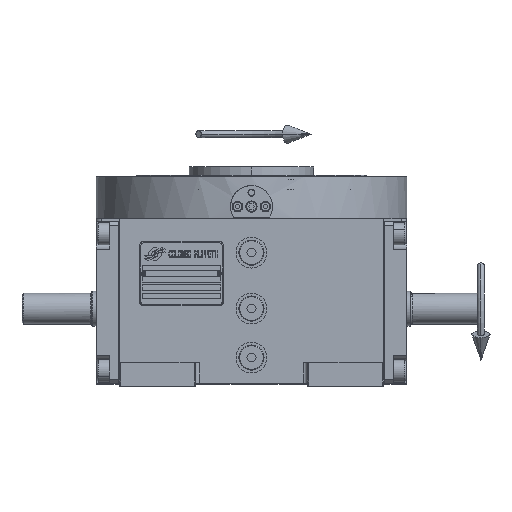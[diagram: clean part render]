
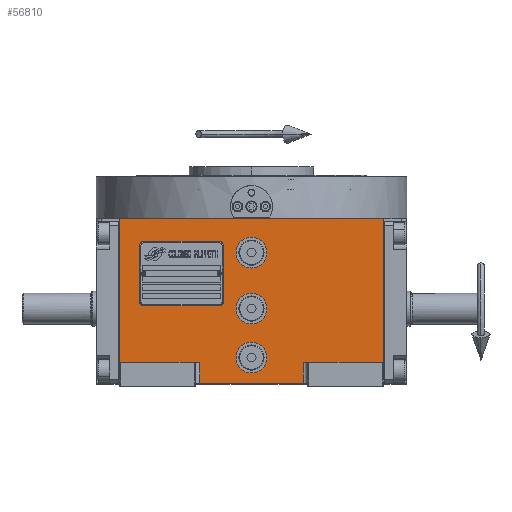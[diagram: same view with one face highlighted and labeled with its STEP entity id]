
A CAD part, top view. The second image highlights one B-rep face of the part: STEP entity #56810.
In plain terms, the highlighted planar face has unit normal (0, 0, 1).
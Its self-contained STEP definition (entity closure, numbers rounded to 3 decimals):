
#68 = CIRCLE ( 'NONE', #62949, 11. ) ;
#662 = DIRECTION ( 'NONE',  ( 0., 0., 1. ) ) ;
#786 = CARTESIAN_POINT ( 'NONE',  ( -11., 0., 163.5 ) ) ;
#879 = CARTESIAN_POINT ( 'NONE',  ( -37., -53.5, 163.5 ) ) ;
#2286 = ORIENTED_EDGE ( 'NONE', *, *, #65262, .T. ) ;
#2456 = CIRCLE ( 'NONE', #38845, 11. ) ;
#2958 = DIRECTION ( 'NONE',  ( 0., 1., 0. ) ) ;
#2969 = DIRECTION ( 'NONE',  ( 0., 0., 1. ) ) ;
#3461 = FACE_BOUND ( 'NONE', #52450, .T. ) ;
#3882 = EDGE_CURVE ( 'NONE', #39537, #32041, #45139, .T. ) ;
#4131 = CARTESIAN_POINT ( 'NONE',  ( -94.5, -53.5, 163.5 ) ) ;
#5687 = DIRECTION ( 'NONE',  ( 0., 0., 1. ) ) ;
#6612 = AXIS2_PLACEMENT_3D ( 'NONE', #28314, #662, #48010 ) ;
#6688 = VECTOR ( 'NONE', #2958, 1000. ) ;
#7235 = ORIENTED_EDGE ( 'NONE', *, *, #64953, .F. ) ;
#7460 = DIRECTION ( 'NONE',  ( 1., 0., 0. ) ) ;
#7916 = DIRECTION ( 'NONE',  ( 0., 0., 1. ) ) ;
#8171 = DIRECTION ( 'NONE',  ( 1., 0., 0. ) ) ;
#8210 = CARTESIAN_POINT ( 'NONE',  ( 37., -53.5, 163.5 ) ) ;
#8611 = DIRECTION ( 'NONE',  ( 1., 0., 0. ) ) ;
#9479 = CARTESIAN_POINT ( 'NONE',  ( 94.5, -38.5, 163.5 ) ) ;
#10357 = VERTEX_POINT ( 'NONE', #62172 ) ;
#10816 = VERTEX_POINT ( 'NONE', #879 ) ;
#12969 = DIRECTION ( 'NONE',  ( 1., 0., 0. ) ) ;
#13413 = DIRECTION ( 'NONE',  ( 0., 0., 1. ) ) ;
#14212 = VERTEX_POINT ( 'NONE', #18770 ) ;
#15477 = CARTESIAN_POINT ( 'NONE',  ( -37., -38.5, 163.5 ) ) ;
#15804 = VERTEX_POINT ( 'NONE', #786 ) ;
#16048 = CARTESIAN_POINT ( 'NONE',  ( 0., 0., 163.5 ) ) ;
#16678 = CIRCLE ( 'NONE', #67451, 11. ) ;
#18154 = VERTEX_POINT ( 'NONE', #29633 ) ;
#18770 = CARTESIAN_POINT ( 'NONE',  ( -11., 40., 163.5 ) ) ;
#19354 = PLANE ( 'NONE',  #29276 ) ;
#19601 = EDGE_CURVE ( 'NONE', #56285, #32041, #30581, .T. ) ;
#21167 = CIRCLE ( 'NONE', #65326, 11. ) ;
#21363 = VECTOR ( 'NONE', #29996, 1000. ) ;
#21623 = EDGE_CURVE ( 'NONE', #23587, #65667, #55340, .T. ) ;
#22480 = EDGE_CURVE ( 'NONE', #10357, #15804, #16678, .T. ) ;
#22640 = ORIENTED_EDGE ( 'NONE', *, *, #43844, .F. ) ;
#22935 = VECTOR ( 'NONE', #55679, 1000. ) ;
#23574 = CARTESIAN_POINT ( 'NONE',  ( -37., -53.5, 163.5 ) ) ;
#23587 = VERTEX_POINT ( 'NONE', #27931 ) ;
#24568 = FACE_BOUND ( 'NONE', #49073, .T. ) ;
#24591 = CARTESIAN_POINT ( 'NONE',  ( 37., -38.5, 163.5 ) ) ;
#25222 = DIRECTION ( 'NONE',  ( 0., 0., 1. ) ) ;
#25413 = CIRCLE ( 'NONE', #6612, 11. ) ;
#25473 = CARTESIAN_POINT ( 'NONE',  ( -94.5, -38.5, 163.5 ) ) ;
#25733 = VERTEX_POINT ( 'NONE', #56386 ) ;
#26389 = ORIENTED_EDGE ( 'NONE', *, *, #19601, .T. ) ;
#27233 = EDGE_LOOP ( 'NONE', ( #22640, #7235 ) ) ;
#27345 = VECTOR ( 'NONE', #8611, 1000. ) ;
#27398 = ORIENTED_EDGE ( 'NONE', *, *, #3882, .F. ) ;
#27804 = VECTOR ( 'NONE', #40201, 1000. ) ;
#27817 = EDGE_LOOP ( 'NONE', ( #46302, #27885, #64161, #26389, #27398, #58760, #2286, #65964 ) ) ;
#27885 = ORIENTED_EDGE ( 'NONE', *, *, #21623, .F. ) ;
#27931 = CARTESIAN_POINT ( 'NONE',  ( 37., -38.5, 163.5 ) ) ;
#28314 = CARTESIAN_POINT ( 'NONE',  ( 0., 40., 163.5 ) ) ;
#29276 = AXIS2_PLACEMENT_3D ( 'NONE', #4131, #25222, #46298 ) ;
#29357 = EDGE_CURVE ( 'NONE', #50853, #58601, #21167, .T. ) ;
#29633 = CARTESIAN_POINT ( 'NONE',  ( 11., 40., 163.5 ) ) ;
#29695 = ORIENTED_EDGE ( 'NONE', *, *, #29357, .F. ) ;
#29940 = VECTOR ( 'NONE', #35269, 1000. ) ;
#29996 = DIRECTION ( 'NONE',  ( 0., 1., 0. ) ) ;
#30420 = FACE_BOUND ( 'NONE', #27233, .T. ) ;
#30581 = LINE ( 'NONE', #40943, #6688 ) ;
#31497 = DIRECTION ( 'NONE',  ( -1., 0., 0. ) ) ;
#31630 = DIRECTION ( 'NONE',  ( 1., 0., 0. ) ) ;
#32041 = VERTEX_POINT ( 'NONE', #33147 ) ;
#32278 = EDGE_CURVE ( 'NONE', #58601, #50853, #68, .T. ) ;
#33025 = AXIS2_PLACEMENT_3D ( 'NONE', #36656, #57755, #31497 ) ;
#33147 = CARTESIAN_POINT ( 'NONE',  ( 94.5, 64.5, 163.5 ) ) ;
#33411 = VECTOR ( 'NONE', #7460, 1000. ) ;
#33746 = CARTESIAN_POINT ( 'NONE',  ( 37., -38.5, 163.5 ) ) ;
#33753 = EDGE_CURVE ( 'NONE', #15804, #10357, #2456, .T. ) ;
#35269 = DIRECTION ( 'NONE',  ( 0., -1., 0. ) ) ;
#36656 = CARTESIAN_POINT ( 'NONE',  ( 0., 40., 163.5 ) ) ;
#38845 = AXIS2_PLACEMENT_3D ( 'NONE', #60439, #7916, #39701 ) ;
#39537 = VERTEX_POINT ( 'NONE', #56097 ) ;
#39701 = DIRECTION ( 'NONE',  ( -1., 0., 0. ) ) ;
#40136 = LINE ( 'NONE', #23574, #22935 ) ;
#40201 = DIRECTION ( 'NONE',  ( 1., 0., 0. ) ) ;
#40943 = CARTESIAN_POINT ( 'NONE',  ( 94.5, -38.5, 163.5 ) ) ;
#41162 = ORIENTED_EDGE ( 'NONE', *, *, #32278, .F. ) ;
#42998 = VECTOR ( 'NONE', #8171, 1000. ) ;
#43844 = EDGE_CURVE ( 'NONE', #18154, #14212, #25413, .T. ) ;
#45139 = LINE ( 'NONE', #55844, #42998 ) ;
#45152 = EDGE_CURVE ( 'NONE', #10816, #65667, #47068, .T. ) ;
#45812 = LINE ( 'NONE', #33746, #33411 ) ;
#45989 = EDGE_CURVE ( 'NONE', #23587, #56285, #45812, .T. ) ;
#46211 = LINE ( 'NONE', #25473, #21363 ) ;
#46298 = DIRECTION ( 'NONE',  ( 1., 0., 0. ) ) ;
#46302 = ORIENTED_EDGE ( 'NONE', *, *, #45152, .T. ) ;
#46994 = CARTESIAN_POINT ( 'NONE',  ( -11., -35., 163.5 ) ) ;
#47068 = LINE ( 'NONE', #57080, #27804 ) ;
#48010 = DIRECTION ( 'NONE',  ( 1., 0., 0. ) ) ;
#49073 = EDGE_LOOP ( 'NONE', ( #29695, #41162 ) ) ;
#50853 = VERTEX_POINT ( 'NONE', #57683 ) ;
#51487 = FACE_OUTER_BOUND ( 'NONE', #27817, .T. ) ;
#52450 = EDGE_LOOP ( 'NONE', ( #62561, #57474 ) ) ;
#55186 = EDGE_CURVE ( 'NONE', #25733, #39537, #46211, .T. ) ;
#55340 = LINE ( 'NONE', #24591, #29940 ) ;
#55679 = DIRECTION ( 'NONE',  ( 0., 1., 0. ) ) ;
#55844 = CARTESIAN_POINT ( 'NONE',  ( -94.5, 64.5, 163.5 ) ) ;
#55920 = DIRECTION ( 'NONE',  ( -1., 0., 0. ) ) ;
#55957 = CARTESIAN_POINT ( 'NONE',  ( -94.5, -38.5, 163.5 ) ) ;
#56097 = CARTESIAN_POINT ( 'NONE',  ( -94.5, 64.5, 163.5 ) ) ;
#56285 = VERTEX_POINT ( 'NONE', #9479 ) ;
#56386 = CARTESIAN_POINT ( 'NONE',  ( -94.5, -38.5, 163.5 ) ) ;
#56810 = ADVANCED_FACE ( 'NONE', ( #3461, #24568, #30420, #51487 ), #19354, .T. ) ;
#57080 = CARTESIAN_POINT ( 'NONE',  ( -37., -53.5, 163.5 ) ) ;
#57474 = ORIENTED_EDGE ( 'NONE', *, *, #33753, .F. ) ;
#57683 = CARTESIAN_POINT ( 'NONE',  ( 11., -35., 163.5 ) ) ;
#57755 = DIRECTION ( 'NONE',  ( 0., 0., 1. ) ) ;
#58601 = VERTEX_POINT ( 'NONE', #46994 ) ;
#58760 = ORIENTED_EDGE ( 'NONE', *, *, #55186, .F. ) ;
#59834 = VERTEX_POINT ( 'NONE', #15477 ) ;
#60439 = CARTESIAN_POINT ( 'NONE',  ( 0., 0., 163.5 ) ) ;
#60773 = CARTESIAN_POINT ( 'NONE',  ( 0., -35., 163.5 ) ) ;
#61167 = LINE ( 'NONE', #55957, #27345 ) ;
#61289 = EDGE_CURVE ( 'NONE', #10816, #59834, #40136, .T. ) ;
#62172 = CARTESIAN_POINT ( 'NONE',  ( 11., 0., 163.5 ) ) ;
#62561 = ORIENTED_EDGE ( 'NONE', *, *, #22480, .F. ) ;
#62808 = CIRCLE ( 'NONE', #33025, 11. ) ;
#62949 = AXIS2_PLACEMENT_3D ( 'NONE', #60773, #13413, #55920 ) ;
#64161 = ORIENTED_EDGE ( 'NONE', *, *, #45989, .T. ) ;
#64953 = EDGE_CURVE ( 'NONE', #14212, #18154, #62808, .T. ) ;
#65262 = EDGE_CURVE ( 'NONE', #25733, #59834, #61167, .T. ) ;
#65326 = AXIS2_PLACEMENT_3D ( 'NONE', #65523, #2969, #12969 ) ;
#65523 = CARTESIAN_POINT ( 'NONE',  ( 0., -35., 163.5 ) ) ;
#65667 = VERTEX_POINT ( 'NONE', #8210 ) ;
#65964 = ORIENTED_EDGE ( 'NONE', *, *, #61289, .F. ) ;
#67451 = AXIS2_PLACEMENT_3D ( 'NONE', #16048, #5687, #31630 ) ;
